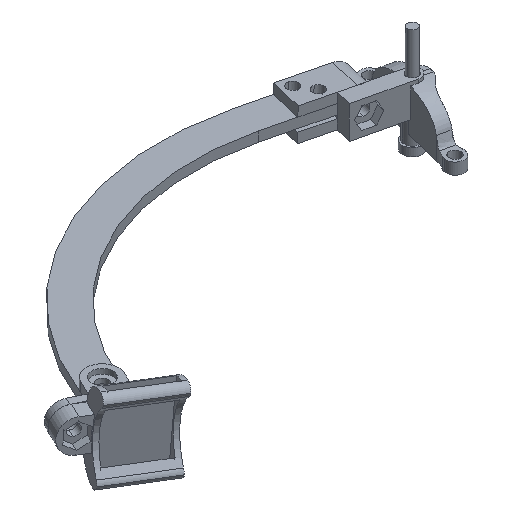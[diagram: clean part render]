
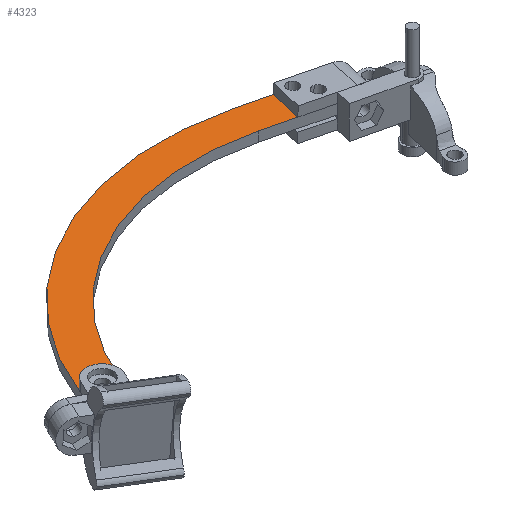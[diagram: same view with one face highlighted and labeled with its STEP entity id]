
A CAD part, isometric view. The second image highlights one B-rep face of the part: STEP entity #4323.
In plain terms, the highlighted face is planar.
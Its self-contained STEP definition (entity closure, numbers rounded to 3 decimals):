
#88 = DIRECTION ( 'NONE',  ( 0., -1., 0. ) ) ;
#146 = VECTOR ( 'NONE', #234, 1000. ) ;
#191 = DIRECTION ( 'NONE',  ( 0., 0., 1. ) ) ;
#234 = DIRECTION ( 'NONE',  ( 1., 0., 0. ) ) ;
#258 = ORIENTED_EDGE ( 'NONE', *, *, #5182, .F. ) ;
#359 = CARTESIAN_POINT ( 'NONE',  ( 80., -70., 0. ) ) ;
#365 = DIRECTION ( 'NONE',  ( 0., 0., 1. ) ) ;
#392 = DIRECTION ( 'NONE',  ( 1., 0., 0. ) ) ;
#430 = ORIENTED_EDGE ( 'NONE', *, *, #2374, .T. ) ;
#446 = CIRCLE ( 'NONE', #3915, 1.75 ) ;
#466 = EDGE_LOOP ( 'NONE', ( #3134, #936 ) ) ;
#503 = AXIS2_PLACEMENT_3D ( 'NONE', #5211, #985, #5125 ) ;
#523 = VECTOR ( 'NONE', #88, 1000. ) ;
#556 = ORIENTED_EDGE ( 'NONE', *, *, #5626, .F. ) ;
#565 = LINE ( 'NONE', #3382, #523 ) ;
#602 = CARTESIAN_POINT ( 'NONE',  ( 80., -70., 0. ) ) ;
#618 = FACE_BOUND ( 'NONE', #1340, .T. ) ;
#855 = VERTEX_POINT ( 'NONE', #5233 ) ;
#936 = ORIENTED_EDGE ( 'NONE', *, *, #2701, .T. ) ;
#970 = EDGE_LOOP ( 'NONE', ( #4569, #556, #4784, #4284, #258, #430 ) ) ;
#985 = DIRECTION ( 'NONE',  ( 0., 0., 1. ) ) ;
#1066 = DIRECTION ( 'NONE',  ( 1., 0., 0. ) ) ;
#1098 = VERTEX_POINT ( 'NONE', #5957 ) ;
#1114 = AXIS2_PLACEMENT_3D ( 'NONE', #602, #2932, #4420 ) ;
#1123 = CARTESIAN_POINT ( 'NONE',  ( 75.044, -70.664, 0. ) ) ;
#1317 = VECTOR ( 'NONE', #5860, 1000. ) ;
#1340 = EDGE_LOOP ( 'NONE', ( #3115, #2540 ) ) ;
#1343 = EDGE_CURVE ( 'NONE', #855, #1921, #3832, .T. ) ;
#1369 = VERTEX_POINT ( 'NONE', #2038 ) ;
#1438 = EDGE_CURVE ( 'NONE', #1098, #3729, #4984, .T. ) ;
#1450 = VERTEX_POINT ( 'NONE', #3582 ) ;
#1507 = AXIS2_PLACEMENT_3D ( 'NONE', #2744, #4656, #4100 ) ;
#1574 = VERTEX_POINT ( 'NONE', #3220 ) ;
#1615 = CIRCLE ( 'NONE', #5179, 75.714 ) ;
#1682 = CARTESIAN_POINT ( 'NONE',  ( 0., 5., 0. ) ) ;
#1695 = CIRCLE ( 'NONE', #503, 1.75 ) ;
#1720 = DIRECTION ( 'NONE',  ( 1., 0., 0. ) ) ;
#1903 = DIRECTION ( 'NONE',  ( 1., 0., 0. ) ) ;
#1906 = AXIS2_PLACEMENT_3D ( 'NONE', #2650, #2218, #1720 ) ;
#1921 = VERTEX_POINT ( 'NONE', #3171 ) ;
#2038 = CARTESIAN_POINT ( 'NONE',  ( 0., 5., 0. ) ) ;
#2105 = CIRCLE ( 'NONE', #1114, 5. ) ;
#2218 = DIRECTION ( 'NONE',  ( 0., 0., 1. ) ) ;
#2334 = ORIENTED_EDGE ( 'NONE', *, *, #5221, .T. ) ;
#2374 = EDGE_CURVE ( 'NONE', #5700, #1921, #1615, .T. ) ;
#2406 = AXIS2_PLACEMENT_3D ( 'NONE', #3973, #191, #3522 ) ;
#2477 = DIRECTION ( 'NONE',  ( 0., 0., 1. ) ) ;
#2540 = ORIENTED_EDGE ( 'NONE', *, *, #3190, .T. ) ;
#2601 = AXIS2_PLACEMENT_3D ( 'NONE', #359, #3060, #5980 ) ;
#2650 = CARTESIAN_POINT ( 'NONE',  ( 80., -70., 0. ) ) ;
#2701 = EDGE_CURVE ( 'NONE', #3729, #1098, #5587, .T. ) ;
#2705 = CIRCLE ( 'NONE', #3503, 1.75 ) ;
#2744 = CARTESIAN_POINT ( 'NONE',  ( 0., -80.714, 0. ) ) ;
#2828 = VERTEX_POINT ( 'NONE', #5013 ) ;
#2841 = EDGE_CURVE ( 'NONE', #2828, #1369, #5952, .T. ) ;
#2912 = FACE_BOUND ( 'NONE', #4106, .T. ) ;
#2932 = DIRECTION ( 'NONE',  ( 0., 0., 1. ) ) ;
#2946 = CARTESIAN_POINT ( 'NONE',  ( 0., 0., 0. ) ) ;
#3060 = DIRECTION ( 'NONE',  ( 0., 0., 1. ) ) ;
#3115 = ORIENTED_EDGE ( 'NONE', *, *, #4253, .T. ) ;
#3134 = ORIENTED_EDGE ( 'NONE', *, *, #1438, .T. ) ;
#3171 = CARTESIAN_POINT ( 'NONE',  ( 0., -5., 0. ) ) ;
#3190 = EDGE_CURVE ( 'NONE', #1450, #3449, #446, .T. ) ;
#3192 = CARTESIAN_POINT ( 'NONE',  ( -13., 2., 0. ) ) ;
#3212 = CIRCLE ( 'NONE', #2406, 1.75 ) ;
#3220 = CARTESIAN_POINT ( 'NONE',  ( -18.75, -2., 0. ) ) ;
#3336 = DIRECTION ( 'NONE',  ( 0., 0., 1. ) ) ;
#3382 = CARTESIAN_POINT ( 'NONE',  ( -20., 0., 0. ) ) ;
#3425 = CARTESIAN_POINT ( 'NONE',  ( -15.25, -2., 0. ) ) ;
#3449 = VERTEX_POINT ( 'NONE', #4857 ) ;
#3503 = AXIS2_PLACEMENT_3D ( 'NONE', #4753, #5856, #1066 ) ;
#3522 = DIRECTION ( 'NONE',  ( 1., 0., 0. ) ) ;
#3582 = CARTESIAN_POINT ( 'NONE',  ( -11.25, 2., 0. ) ) ;
#3729 = VERTEX_POINT ( 'NONE', #4571 ) ;
#3832 = LINE ( 'NONE', #4390, #1317 ) ;
#3915 = AXIS2_PLACEMENT_3D ( 'NONE', #3192, #365, #392 ) ;
#3940 = DIRECTION ( 'NONE',  ( 1., 0., 0. ) ) ;
#3956 = VERTEX_POINT ( 'NONE', #3425 ) ;
#3973 = CARTESIAN_POINT ( 'NONE',  ( -17., -2., 0. ) ) ;
#4100 = DIRECTION ( 'NONE',  ( 1., 0., 0. ) ) ;
#4106 = EDGE_LOOP ( 'NONE', ( #2334, #6037 ) ) ;
#4253 = EDGE_CURVE ( 'NONE', #3449, #1450, #1695, .T. ) ;
#4284 = ORIENTED_EDGE ( 'NONE', *, *, #5954, .F. ) ;
#4323 = ADVANCED_FACE ( 'NONE', ( #5813, #2912, #618, #4406 ), #4809, .F. ) ;
#4376 = VERTEX_POINT ( 'NONE', #4552 ) ;
#4390 = CARTESIAN_POINT ( 'NONE',  ( 0., -5., 0. ) ) ;
#4406 = FACE_BOUND ( 'NONE', #466, .T. ) ;
#4420 = DIRECTION ( 'NONE',  ( 1., 0., 0. ) ) ;
#4552 = CARTESIAN_POINT ( 'NONE',  ( 84.956, -69.336, 0. ) ) ;
#4569 = ORIENTED_EDGE ( 'NONE', *, *, #1343, .F. ) ;
#4571 = CARTESIAN_POINT ( 'NONE',  ( 81.75, -70., 0. ) ) ;
#4656 = DIRECTION ( 'NONE',  ( 0., 0., 1. ) ) ;
#4753 = CARTESIAN_POINT ( 'NONE',  ( -17., -2., 0. ) ) ;
#4784 = ORIENTED_EDGE ( 'NONE', *, *, #2841, .T. ) ;
#4809 = PLANE ( 'NONE',  #5468 ) ;
#4857 = CARTESIAN_POINT ( 'NONE',  ( -14.75, 2., 0. ) ) ;
#4984 = CIRCLE ( 'NONE', #1906, 1.75 ) ;
#5013 = CARTESIAN_POINT ( 'NONE',  ( -20., 5., 0. ) ) ;
#5125 = DIRECTION ( 'NONE',  ( 1., 0., 0. ) ) ;
#5179 = AXIS2_PLACEMENT_3D ( 'NONE', #6051, #3336, #1903 ) ;
#5182 = EDGE_CURVE ( 'NONE', #5700, #4376, #2105, .T. ) ;
#5211 = CARTESIAN_POINT ( 'NONE',  ( -13., 2., 0. ) ) ;
#5221 = EDGE_CURVE ( 'NONE', #1574, #3956, #2705, .T. ) ;
#5233 = CARTESIAN_POINT ( 'NONE',  ( -20., -5., 0. ) ) ;
#5468 = AXIS2_PLACEMENT_3D ( 'NONE', #2946, #2477, #3940 ) ;
#5587 = CIRCLE ( 'NONE', #2601, 1.75 ) ;
#5626 = EDGE_CURVE ( 'NONE', #2828, #855, #565, .T. ) ;
#5700 = VERTEX_POINT ( 'NONE', #1123 ) ;
#5786 = CIRCLE ( 'NONE', #1507, 85.714 ) ;
#5797 = EDGE_CURVE ( 'NONE', #3956, #1574, #3212, .T. ) ;
#5813 = FACE_OUTER_BOUND ( 'NONE', #970, .T. ) ;
#5856 = DIRECTION ( 'NONE',  ( 0., 0., 1. ) ) ;
#5860 = DIRECTION ( 'NONE',  ( 1., 0., 0. ) ) ;
#5952 = LINE ( 'NONE', #1682, #146 ) ;
#5954 = EDGE_CURVE ( 'NONE', #4376, #1369, #5786, .T. ) ;
#5957 = CARTESIAN_POINT ( 'NONE',  ( 78.25, -70., 0. ) ) ;
#5980 = DIRECTION ( 'NONE',  ( 1., 0., 0. ) ) ;
#6037 = ORIENTED_EDGE ( 'NONE', *, *, #5797, .T. ) ;
#6051 = CARTESIAN_POINT ( 'NONE',  ( 0., -80.714, 0. ) ) ;
